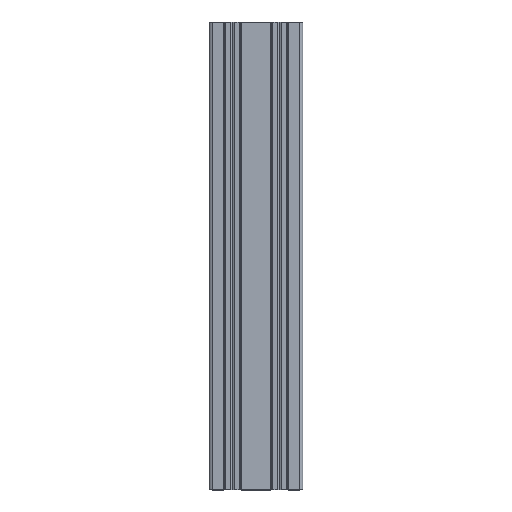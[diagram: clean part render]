
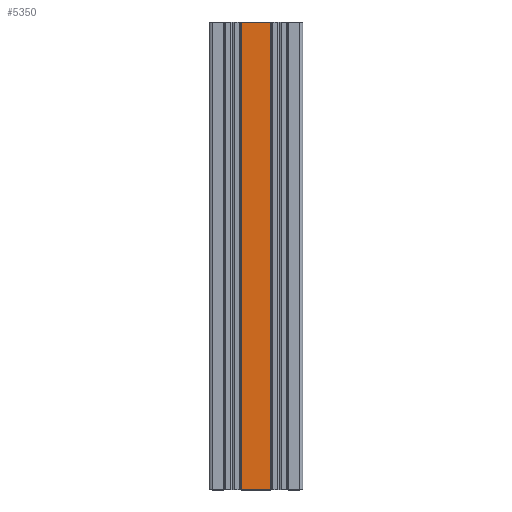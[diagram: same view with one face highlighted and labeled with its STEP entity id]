
A CAD part, top view. The second image highlights one B-rep face of the part: STEP entity #5350.
In plain terms, the highlighted planar face has unit normal (0, 0, 1).
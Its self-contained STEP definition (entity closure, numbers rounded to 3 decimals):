
#131 = CARTESIAN_POINT ( 'NONE',  ( 0., 200., 10. ) ) ;
#371 = VERTEX_POINT ( 'NONE', #9188 ) ;
#420 = EDGE_CURVE ( 'NONE', #5260, #1332, #7946, .T. ) ;
#560 = LINE ( 'NONE', #1320, #8001 ) ;
#664 = EDGE_LOOP ( 'NONE', ( #6610, #4122, #5320, #7000 ) ) ;
#743 = VECTOR ( 'NONE', #1664, 1000. ) ;
#855 = DIRECTION ( 'NONE',  ( 0., -1., 0. ) ) ;
#979 = EDGE_CURVE ( 'NONE', #8644, #371, #4986, .T. ) ;
#1199 = PLANE ( 'NONE',  #3089 ) ;
#1320 = CARTESIAN_POINT ( 'NONE',  ( -6.3, 0., 10. ) ) ;
#1332 = VERTEX_POINT ( 'NONE', #5228 ) ;
#1664 = DIRECTION ( 'NONE',  ( 1., 0., 0. ) ) ;
#1731 = CARTESIAN_POINT ( 'NONE',  ( 6.3, 0., 10. ) ) ;
#3089 = AXIS2_PLACEMENT_3D ( 'NONE', #7017, #7613, #6261 ) ;
#3253 = CARTESIAN_POINT ( 'NONE',  ( -6.3, 200., 10. ) ) ;
#3448 = DIRECTION ( 'NONE',  ( 0., 1., 0. ) ) ;
#3482 = DIRECTION ( 'NONE',  ( 1., 0., 0. ) ) ;
#3615 = FACE_OUTER_BOUND ( 'NONE', #664, .T. ) ;
#4122 = ORIENTED_EDGE ( 'NONE', *, *, #420, .T. ) ;
#4489 = EDGE_CURVE ( 'NONE', #8644, #1332, #8412, .T. ) ;
#4949 = CARTESIAN_POINT ( 'NONE',  ( 6.3, 0., 10. ) ) ;
#4986 = LINE ( 'NONE', #8038, #6917 ) ;
#5228 = CARTESIAN_POINT ( 'NONE',  ( 6.3, 200., 10. ) ) ;
#5260 = VERTEX_POINT ( 'NONE', #1731 ) ;
#5320 = ORIENTED_EDGE ( 'NONE', *, *, #4489, .F. ) ;
#5350 = ADVANCED_FACE ( 'NONE', ( #3615 ), #1199, .T. ) ;
#6261 = DIRECTION ( 'NONE',  ( 1., 0., 0. ) ) ;
#6471 = VECTOR ( 'NONE', #3448, 1000. ) ;
#6610 = ORIENTED_EDGE ( 'NONE', *, *, #7350, .T. ) ;
#6917 = VECTOR ( 'NONE', #855, 1000. ) ;
#7000 = ORIENTED_EDGE ( 'NONE', *, *, #979, .T. ) ;
#7017 = CARTESIAN_POINT ( 'NONE',  ( -6.3, 0., 10. ) ) ;
#7350 = EDGE_CURVE ( 'NONE', #371, #5260, #560, .T. ) ;
#7613 = DIRECTION ( 'NONE',  ( 0., 0., 1. ) ) ;
#7946 = LINE ( 'NONE', #4949, #6471 ) ;
#8001 = VECTOR ( 'NONE', #3482, 1000. ) ;
#8038 = CARTESIAN_POINT ( 'NONE',  ( -6.3, 0., 10. ) ) ;
#8412 = LINE ( 'NONE', #131, #743 ) ;
#8644 = VERTEX_POINT ( 'NONE', #3253 ) ;
#9188 = CARTESIAN_POINT ( 'NONE',  ( -6.3, 0., 10. ) ) ;
